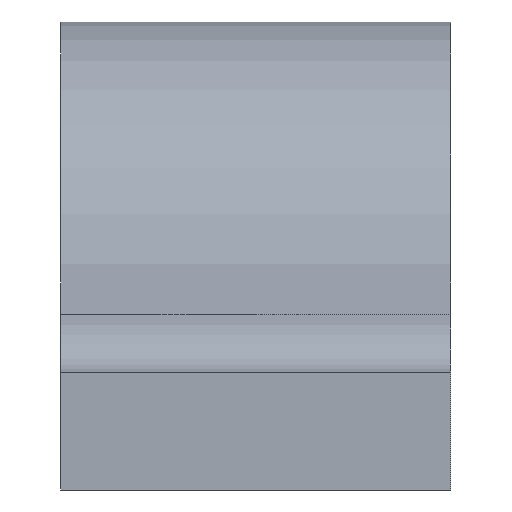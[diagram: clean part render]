
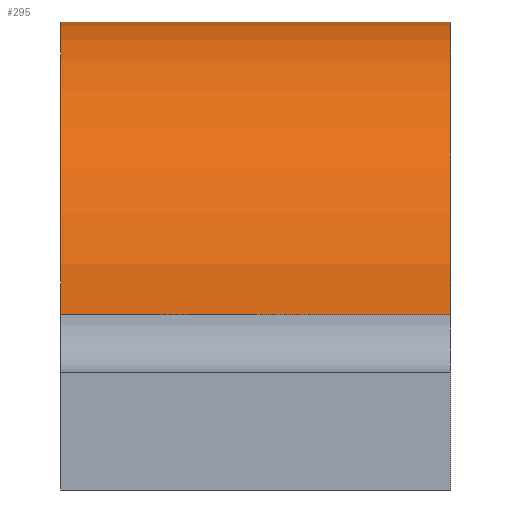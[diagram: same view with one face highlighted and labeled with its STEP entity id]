
A CAD part, left-side view. The second image highlights one B-rep face of the part: STEP entity #295.
In plain terms, the highlighted cylindrical face has radius 7.5 mm (diameter 15 mm), a partial arc.
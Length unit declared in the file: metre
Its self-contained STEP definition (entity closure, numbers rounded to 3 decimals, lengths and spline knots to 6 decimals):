
#13=CYLINDRICAL_SURFACE('',#329,0.0075);
#38=LINE('',#487,#66);
#39=LINE('',#491,#67);
#66=VECTOR('',#395,1.);
#67=VECTOR('',#398,1.);
#105=ORIENTED_EDGE('',*,*,#179,.T.);
#106=ORIENTED_EDGE('',*,*,#180,.F.);
#107=ORIENTED_EDGE('',*,*,#181,.F.);
#108=ORIENTED_EDGE('',*,*,#182,.T.);
#179=EDGE_CURVE('',#213,#214,#227,.T.);
#180=EDGE_CURVE('',#215,#214,#38,.T.);
#181=EDGE_CURVE('',#216,#215,#228,.T.);
#182=EDGE_CURVE('',#216,#213,#39,.T.);
#213=VERTEX_POINT('',#485);
#214=VERTEX_POINT('',#486);
#215=VERTEX_POINT('',#488);
#216=VERTEX_POINT('',#490);
#227=CIRCLE('',#330,0.0075);
#228=CIRCLE('',#331,0.0075);
#244=EDGE_LOOP('',(#105,#106,#107,#108));
#266=FACE_BOUND('',#244,.T.);
#295=ADVANCED_FACE('',(#266),#13,.T.);
#329=AXIS2_PLACEMENT_3D('',#483,#391,#392);
#330=AXIS2_PLACEMENT_3D('',#484,#393,#394);
#331=AXIS2_PLACEMENT_3D('',#489,#396,#397);
#391=DIRECTION('',(0.,1.,0.));
#392=DIRECTION('',(0.,0.,1.));
#393=DIRECTION('',(0.,-1.,0.));
#394=DIRECTION('',(0.,0.,-1.));
#395=DIRECTION('',(0.,1.,0.));
#396=DIRECTION('',(0.,-1.,0.));
#397=DIRECTION('',(0.,0.,-1.));
#398=DIRECTION('',(0.,1.,0.));
#483=CARTESIAN_POINT('',(0.,-0.005,0.));
#484=CARTESIAN_POINT('',(0.,0.005,0.));
#485=CARTESIAN_POINT('',(0.0075,0.005,0.));
#486=CARTESIAN_POINT('',(-0.0075,0.005,0.));
#487=CARTESIAN_POINT('',(-0.0075,-0.005,0.));
#488=CARTESIAN_POINT('',(-0.0075,-0.005,0.));
#489=CARTESIAN_POINT('',(0.,-0.005,0.));
#490=CARTESIAN_POINT('',(0.0075,-0.005,0.));
#491=CARTESIAN_POINT('',(0.0075,-0.005,0.));
